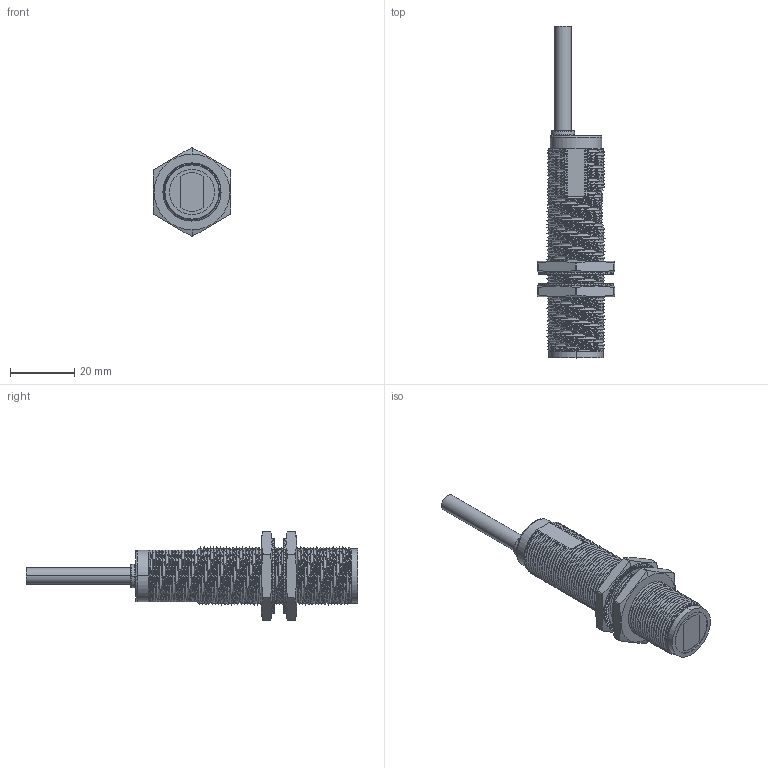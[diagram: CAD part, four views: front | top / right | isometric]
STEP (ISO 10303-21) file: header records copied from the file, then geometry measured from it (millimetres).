
FILE_DESCRIPTION((''),'2;1');
FILE_NAME('ASM0010_ASM','2021-09-23T',('hongwei.cui'),(''),'PRO/ENGINEER BY PARAMETRIC TECHNOLOGY CORPORATION, 2011490','PRO/ENGINEER BY PARAMETRIC TECHNOLOGY CORPORATION, 2011490','');
FILE_SCHEMA(('CONFIG_CONTROL_DESIGN'));
Length unit declared in the file: millimetre
Products named in the file (3): PRT0036; PRT0037; ASM0010_ASM
Assembly tree (3 placements, depth 2):
  ASM0010_ASM
    PRT0036
    PRT0037  x2
Bounding box: 24 x 103 x 27.56 mm (x, y, z)
Volume: 18286.7 mm3; surface area: 10327.3 mm2
Topology: 3 solids, 7 shells, 842 faces, 2528 edges, 1712 vertices
Faces by surface type: plane 509, cylinder 182, bspline 125, cone 13, torus 11, revolution 2
Entity records: 39691 total; most frequent: CARTESIAN_POINT 22140, ORIENTED_EDGE 3576, DIRECTION 2216, EDGE_CURVE 1788, VERTEX_POINT 1210, B_SPLINE_CURVE_WITH_KNOTS 969, PRESENTATION_STYLE_ASSIGNMENT 880, STYLED_ITEM 880
